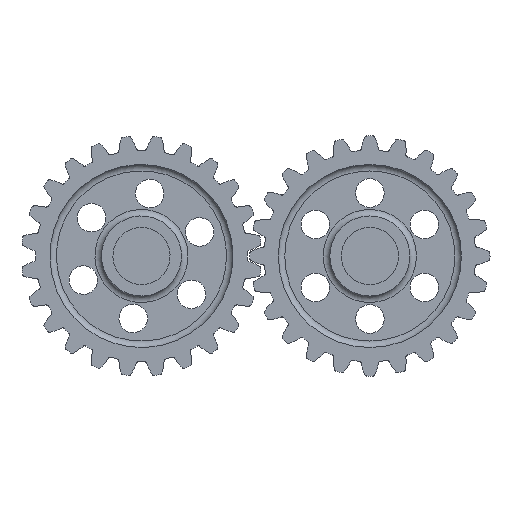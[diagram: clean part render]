
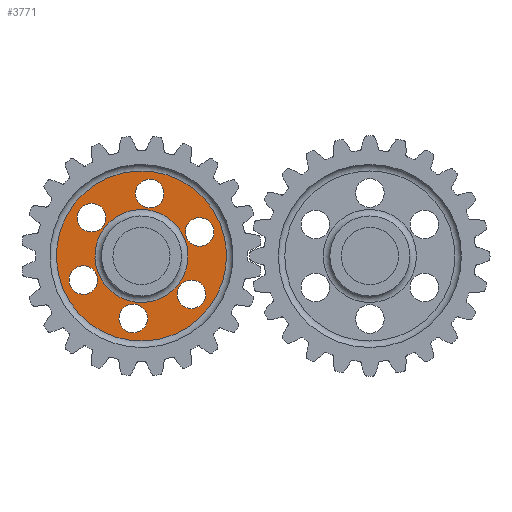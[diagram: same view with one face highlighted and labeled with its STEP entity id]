
A CAD part, front view. The second image highlights one B-rep face of the part: STEP entity #3771.
In plain terms, the highlighted planar face has unit normal (0, -1, 0).
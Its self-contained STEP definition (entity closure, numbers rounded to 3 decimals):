
#35=FACE_BOUND('',#294,.T.);
#36=FACE_BOUND('',#295,.T.);
#37=FACE_BOUND('',#296,.T.);
#38=FACE_BOUND('',#297,.T.);
#39=FACE_BOUND('',#298,.T.);
#40=FACE_BOUND('',#299,.T.);
#41=FACE_BOUND('',#300,.T.);
#61=PLANE('',#4220);
#73=FACE_OUTER_BOUND('',#293,.T.);
#293=EDGE_LOOP('',(#2558));
#294=EDGE_LOOP('',(#2559));
#295=EDGE_LOOP('',(#2560));
#296=EDGE_LOOP('',(#2561));
#297=EDGE_LOOP('',(#2562));
#298=EDGE_LOOP('',(#2563));
#299=EDGE_LOOP('',(#2564));
#300=EDGE_LOOP('',(#2565));
#1113=CIRCLE('',#4217,20.328);
#1116=CIRCLE('',#4221,37.172);
#1117=CIRCLE('',#4222,6.25);
#1118=CIRCLE('',#4223,6.25);
#1119=CIRCLE('',#4224,6.25);
#1120=CIRCLE('',#4225,6.25);
#1121=CIRCLE('',#4226,6.25);
#1122=CIRCLE('',#4227,6.25);
#1523=VERTEX_POINT('',#6515);
#1525=VERTEX_POINT('',#6521);
#1526=VERTEX_POINT('',#6523);
#1527=VERTEX_POINT('',#6525);
#1528=VERTEX_POINT('',#6527);
#1529=VERTEX_POINT('',#6529);
#1530=VERTEX_POINT('',#6531);
#1531=VERTEX_POINT('',#6533);
#1934=EDGE_CURVE('',#1523,#1523,#1113,.T.);
#1937=EDGE_CURVE('',#1525,#1525,#1116,.T.);
#1938=EDGE_CURVE('',#1526,#1526,#1117,.T.);
#1939=EDGE_CURVE('',#1527,#1527,#1118,.T.);
#1940=EDGE_CURVE('',#1528,#1528,#1119,.T.);
#1941=EDGE_CURVE('',#1529,#1529,#1120,.T.);
#1942=EDGE_CURVE('',#1530,#1530,#1121,.T.);
#1943=EDGE_CURVE('',#1531,#1531,#1122,.T.);
#2558=ORIENTED_EDGE('',*,*,#1937,.F.);
#2559=ORIENTED_EDGE('',*,*,#1938,.T.);
#2560=ORIENTED_EDGE('',*,*,#1939,.T.);
#2561=ORIENTED_EDGE('',*,*,#1940,.T.);
#2562=ORIENTED_EDGE('',*,*,#1941,.T.);
#2563=ORIENTED_EDGE('',*,*,#1942,.T.);
#2564=ORIENTED_EDGE('',*,*,#1943,.T.);
#2565=ORIENTED_EDGE('',*,*,#1934,.F.);
#3771=ADVANCED_FACE('',(#73,#35,#36,#37,#38,#39,#40,#41),#61,.F.);
#4217=AXIS2_PLACEMENT_3D('',#6516,#5066,#5067);
#4220=AXIS2_PLACEMENT_3D('',#6520,#5072,#5073);
#4221=AXIS2_PLACEMENT_3D('',#6522,#5074,#5075);
#4222=AXIS2_PLACEMENT_3D('',#6524,#5076,#5077);
#4223=AXIS2_PLACEMENT_3D('',#6526,#5078,#5079);
#4224=AXIS2_PLACEMENT_3D('',#6528,#5080,#5081);
#4225=AXIS2_PLACEMENT_3D('',#6530,#5082,#5083);
#4226=AXIS2_PLACEMENT_3D('',#6532,#5084,#5085);
#4227=AXIS2_PLACEMENT_3D('',#6534,#5086,#5087);
#5066=DIRECTION('center_axis',(0.,-1.,0.));
#5067=DIRECTION('ref_axis',(-1.,0.,0.));
#5072=DIRECTION('center_axis',(0.,1.,0.));
#5073=DIRECTION('ref_axis',(1.,0.,0.));
#5074=DIRECTION('center_axis',(0.,1.,0.));
#5075=DIRECTION('ref_axis',(-1.,0.,0.));
#5076=DIRECTION('center_axis',(0.,1.,0.));
#5077=DIRECTION('ref_axis',(0.5,0.,0.866));
#5078=DIRECTION('center_axis',(0.,1.,0.));
#5079=DIRECTION('ref_axis',(-0.5,0.,0.866));
#5080=DIRECTION('center_axis',(0.,1.,0.));
#5081=DIRECTION('ref_axis',(-1.,0.,0.));
#5082=DIRECTION('center_axis',(0.,1.,0.));
#5083=DIRECTION('ref_axis',(-0.5,0.,-0.866));
#5084=DIRECTION('center_axis',(0.,1.,0.));
#5085=DIRECTION('ref_axis',(0.5,0.,-0.866));
#5086=DIRECTION('center_axis',(0.,1.,0.));
#5087=DIRECTION('ref_axis',(1.,0.,0.));
#6515=CARTESIAN_POINT('',(570.328,2.,160.));
#6516=CARTESIAN_POINT('Origin',(550.,2.,160.));
#6520=CARTESIAN_POINT('Origin',(550.,2.,160.));
#6521=CARTESIAN_POINT('',(587.172,2.,160.));
#6522=CARTESIAN_POINT('Origin',(550.,2.,160.));
#6523=CARTESIAN_POINT('',(523.059,2.,168.337));
#6524=CARTESIAN_POINT('Origin',(526.184,2.,173.75));
#6525=CARTESIAN_POINT('',(529.309,2.,140.837));
#6526=CARTESIAN_POINT('Origin',(526.184,2.,146.25));
#6527=CARTESIAN_POINT('',(556.25,2.,132.5));
#6528=CARTESIAN_POINT('Origin',(550.,2.,132.5));
#6529=CARTESIAN_POINT('',(576.941,2.,151.663));
#6530=CARTESIAN_POINT('Origin',(573.816,2.,146.25));
#6531=CARTESIAN_POINT('',(570.691,2.,179.163));
#6532=CARTESIAN_POINT('Origin',(573.816,2.,173.75));
#6533=CARTESIAN_POINT('',(543.75,2.,187.5));
#6534=CARTESIAN_POINT('Origin',(550.,2.,187.5));
